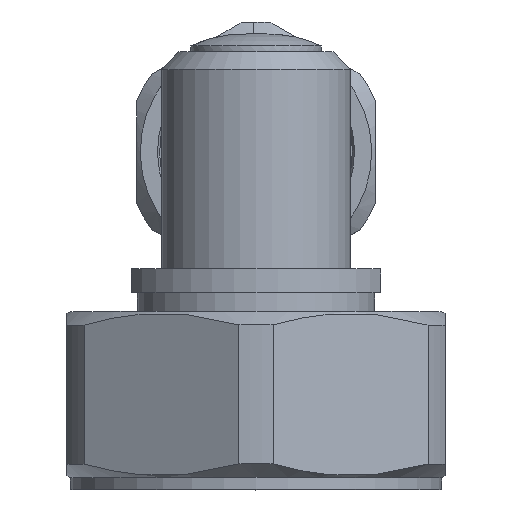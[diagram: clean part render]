
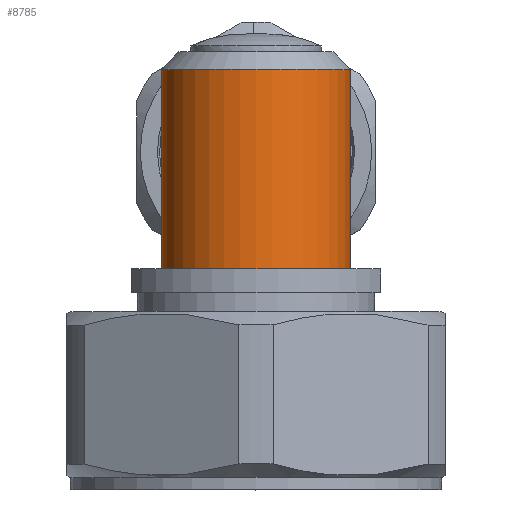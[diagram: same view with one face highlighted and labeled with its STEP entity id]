
A CAD part, top view. The second image highlights one B-rep face of the part: STEP entity #8785.
In plain terms, the highlighted cylindrical face has radius 8 mm (diameter 16 mm), a partial arc.
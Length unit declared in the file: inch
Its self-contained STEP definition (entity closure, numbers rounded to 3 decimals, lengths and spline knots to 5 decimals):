
#234 = VERTEX_POINT ( 'NONE', #3169 ) ;
#390 = ORIENTED_EDGE ( 'NONE', *, *, #7013, .T. ) ;
#448 = LINE ( 'NONE', #6125, #1650 ) ;
#612 = CIRCLE ( 'NONE', #3711, 0.31496 ) ;
#644 = DIRECTION ( 'NONE',  ( -1., 0., 0. ) ) ;
#1504 = VECTOR ( 'NONE', #644, 39.37008 ) ;
#1650 = VECTOR ( 'NONE', #6213, 39.37008 ) ;
#2015 = DIRECTION ( 'NONE',  ( 1., 0., 0. ) ) ;
#2042 = DIRECTION ( 'NONE',  ( 0., 0., 1. ) ) ;
#2218 = FACE_OUTER_BOUND ( 'NONE', #7866, .T. ) ;
#2406 = CIRCLE ( 'NONE', #7450, 0.31496 ) ;
#2564 = ORIENTED_EDGE ( 'NONE', *, *, #6439, .T. ) ;
#2883 = DIRECTION ( 'NONE',  ( 0., 0., -1. ) ) ;
#3169 = CARTESIAN_POINT ( 'NONE',  ( 0.71654, 0., 0.31496 ) ) ;
#3653 = CARTESIAN_POINT ( 'NONE',  ( 1.37795, 0., -0.31496 ) ) ;
#3711 = AXIS2_PLACEMENT_3D ( 'NONE', #4831, #2015, #2883 ) ;
#3712 = VERTEX_POINT ( 'NONE', #3653 ) ;
#3756 = AXIS2_PLACEMENT_3D ( 'NONE', #8408, #5040, #2042 ) ;
#4160 = CARTESIAN_POINT ( 'NONE',  ( 1.43701, 0., -0.31496 ) ) ;
#4538 = CARTESIAN_POINT ( 'NONE',  ( 1.37795, 0., 0.31496 ) ) ;
#4831 = CARTESIAN_POINT ( 'NONE',  ( 0.71654, 0., 0. ) ) ;
#4860 = LINE ( 'NONE', #4160, #1504 ) ;
#4999 = CARTESIAN_POINT ( 'NONE',  ( 0.71654, 0., -0.31496 ) ) ;
#5040 = DIRECTION ( 'NONE',  ( -1., 0., 0. ) ) ;
#5062 = DIRECTION ( 'NONE',  ( -1., 0., 0. ) ) ;
#5370 = VERTEX_POINT ( 'NONE', #4999 ) ;
#6125 = CARTESIAN_POINT ( 'NONE',  ( 1.43701, 0., 0.31496 ) ) ;
#6213 = DIRECTION ( 'NONE',  ( -1., 0., 0. ) ) ;
#6439 = EDGE_CURVE ( 'NONE', #234, #5370, #612, .T. ) ;
#6698 = EDGE_CURVE ( 'NONE', #3712, #5370, #4860, .T. ) ;
#7013 = EDGE_CURVE ( 'NONE', #8941, #234, #448, .T. ) ;
#7079 = ORIENTED_EDGE ( 'NONE', *, *, #7419, .T. ) ;
#7419 = EDGE_CURVE ( 'NONE', #3712, #8941, #2406, .T. ) ;
#7450 = AXIS2_PLACEMENT_3D ( 'NONE', #8519, #5062, #7913 ) ;
#7866 = EDGE_LOOP ( 'NONE', ( #9095, #7079, #390, #2564 ) ) ;
#7913 = DIRECTION ( 'NONE',  ( 0., 0., -1. ) ) ;
#8408 = CARTESIAN_POINT ( 'NONE',  ( 1.43701, 0., 0. ) ) ;
#8491 = CYLINDRICAL_SURFACE ( 'NONE', #3756, 0.31496 ) ;
#8519 = CARTESIAN_POINT ( 'NONE',  ( 1.37795, 0., 0. ) ) ;
#8785 = ADVANCED_FACE ( 'NONE', ( #2218 ), #8491, .T. ) ;
#8941 = VERTEX_POINT ( 'NONE', #4538 ) ;
#9095 = ORIENTED_EDGE ( 'NONE', *, *, #6698, .F. ) ;
